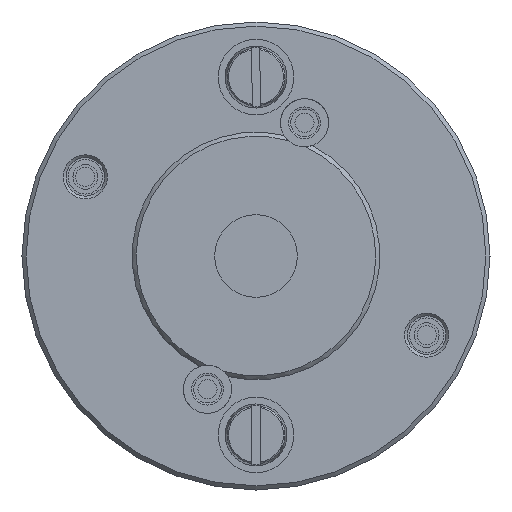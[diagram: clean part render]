
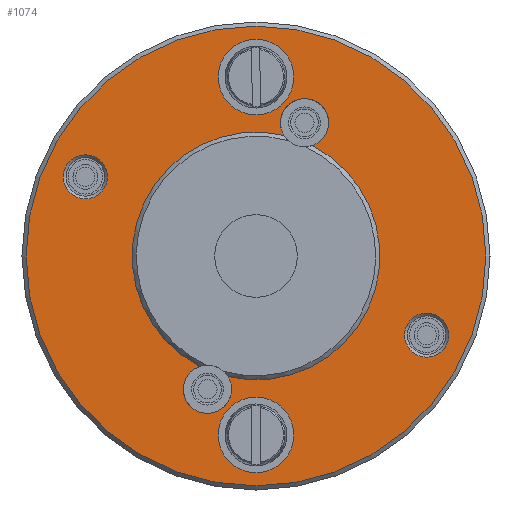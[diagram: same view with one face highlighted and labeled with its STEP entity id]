
A CAD part, left-side view. The second image highlights one B-rep face of the part: STEP entity #1074.
In plain terms, the highlighted planar face has unit normal (-1, 0, 0).
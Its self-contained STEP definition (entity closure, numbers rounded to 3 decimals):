
#25 = DIRECTION ( 'NONE',  ( 0., 0., 1. ) ) ;
#26 = CIRCLE ( 'NONE', #1556, 1.75 ) ;
#88 = DIRECTION ( 'NONE',  ( -1., 0., 0. ) ) ;
#91 = CARTESIAN_POINT ( 'NONE',  ( -142.75, 0., 0. ) ) ;
#270 = EDGE_CURVE ( 'NONE', #1926, #1926, #617, .T. ) ;
#287 = CARTESIAN_POINT ( 'NONE',  ( -142.75, 2.028, -8.768 ) ) ;
#392 = AXIS2_PLACEMENT_3D ( 'NONE', #1885, #1893, #1891 ) ;
#397 = VERTEX_POINT ( 'NONE', #287 ) ;
#483 = CIRCLE ( 'NONE', #1514, 16.7 ) ;
#580 = CARTESIAN_POINT ( 'NONE',  ( -142.75, -4.083, 8.021 ) ) ;
#617 = CIRCLE ( 'NONE', #2206, 1.6 ) ;
#674 = EDGE_CURVE ( 'NONE', #1672, #1672, #483, .T. ) ;
#691 = AXIS2_PLACEMENT_3D ( 'NONE', #1120, #1117, #1116 ) ;
#697 = CIRCLE ( 'NONE', #691, 9. ) ;
#709 = ORIENTED_EDGE ( 'NONE', *, *, #2741, .F. ) ;
#749 = VERTEX_POINT ( 'NONE', #580 ) ;
#768 = EDGE_LOOP ( 'NONE', ( #2822 ) ) ;
#774 = ORIENTED_EDGE ( 'NONE', *, *, #999, .F. ) ;
#865 = DIRECTION ( 'NONE',  ( -1., 0., 0. ) ) ;
#866 = CARTESIAN_POINT ( 'NONE',  ( -142.75, 0., 0. ) ) ;
#869 = DIRECTION ( 'NONE',  ( 0., 0., 1. ) ) ;
#927 = VERTEX_POINT ( 'NONE', #1792 ) ;
#999 = EDGE_CURVE ( 'Defeature ausgef�hrt1_53+Defeature ausgef�hrt1_5+Defeature ausgef�hrt1_4+Defeature ausgef�hrt1_3', #2750, #397, #1550, .T. ) ;
#1074 = ADVANCED_FACE ( 'Defeature ausgef�hrt1_5', ( #1990, #1984, #1995, #1993, #2000, #1999 ), #2012, .T. ) ;
#1105 = ORIENTED_EDGE ( 'NONE', *, *, #1809, .F. ) ;
#1116 = DIRECTION ( 'NONE',  ( 0., 0., 1. ) ) ;
#1117 = DIRECTION ( 'NONE',  ( -1., 0., 0. ) ) ;
#1120 = CARTESIAN_POINT ( 'NONE',  ( -142.75, 0., 0. ) ) ;
#1228 = EDGE_CURVE ( 'Defeature ausgef�hrt1_62+Defeature ausgef�hrt1_5+Defeature ausgef�hrt1_3+Defeature ausgef�hrt1_4', #749, #927, #26, .T. ) ;
#1295 = DIRECTION ( 'NONE',  ( -1., 0., 0. ) ) ;
#1300 = CARTESIAN_POINT ( 'NONE',  ( -142.75, 0., 13. ) ) ;
#1304 = CARTESIAN_POINT ( 'NONE',  ( -142.75, 4.083, -8.021 ) ) ;
#1307 = DIRECTION ( 'NONE',  ( 0., 0., 1. ) ) ;
#1376 = DIRECTION ( 'NONE',  ( 0., 0., 1. ) ) ;
#1377 = EDGE_CURVE ( 'NONE', #2189, #2189, #2362, .T. ) ;
#1385 = DIRECTION ( 'NONE',  ( 1., 0., 0. ) ) ;
#1392 = CARTESIAN_POINT ( 'NONE',  ( -142.75, 12.4, 5.75 ) ) ;
#1430 = EDGE_LOOP ( 'NONE', ( #2239 ) ) ;
#1494 = AXIS2_PLACEMENT_3D ( 'NONE', #91, #88, #25 ) ;
#1506 = VERTEX_POINT ( 'NONE', #1516 ) ;
#1514 = AXIS2_PLACEMENT_3D ( 'NONE', #866, #865, #869 ) ;
#1516 = CARTESIAN_POINT ( 'NONE',  ( -142.75, 0., -15.75 ) ) ;
#1550 = CIRCLE ( 'NONE', #392, 1.75 ) ;
#1556 = AXIS2_PLACEMENT_3D ( 'NONE', #2416, #2435, #2430 ) ;
#1587 = EDGE_CURVE ( 'Defeature ausgef�hrt1_3+Defeature ausgef�hrt1_5+Defeature ausgef�hrt1_53+Defeature ausgef�hrt1_62', #397, #749, #697, .T. ) ;
#1597 = CIRCLE ( 'NONE', #1494, 9. ) ;
#1622 = EDGE_LOOP ( 'NONE', ( #2462, #2452, #2123, #774 ) ) ;
#1672 = VERTEX_POINT ( 'NONE', #1678 ) ;
#1678 = CARTESIAN_POINT ( 'NONE',  ( -142.75, 0., 16.7 ) ) ;
#1742 = EDGE_CURVE ( 'Defeature ausgef�hrt1_4+Defeature ausgef�hrt1_5+Defeature ausgef�hrt1_62+Defeature ausgef�hrt1_53', #927, #2750, #1597, .T. ) ;
#1774 = CIRCLE ( 'NONE', #2091, 2.75 ) ;
#1792 = CARTESIAN_POINT ( 'NONE',  ( -142.75, -2.028, 8.768 ) ) ;
#1793 = EDGE_LOOP ( 'NONE', ( #709 ) ) ;
#1809 = EDGE_CURVE ( 'NONE', #1506, #1506, #2071, .T. ) ;
#1885 = CARTESIAN_POINT ( 'NONE',  ( -142.75, 3.523, -9.679 ) ) ;
#1891 = DIRECTION ( 'NONE',  ( 0., 0., 1. ) ) ;
#1893 = DIRECTION ( 'NONE',  ( -1., 0., 0. ) ) ;
#1915 = CARTESIAN_POINT ( 'NONE',  ( -142.75, -12.4, -4.15 ) ) ;
#1926 = VERTEX_POINT ( 'NONE', #1915 ) ;
#1984 = FACE_BOUND ( 'NONE', #1430, .T. ) ;
#1988 = CARTESIAN_POINT ( 'NONE',  ( -142.75, 12.4, 7.35 ) ) ;
#1990 = FACE_BOUND ( 'NONE', #2223, .T. ) ;
#1993 = FACE_OUTER_BOUND ( 'NONE', #768, .T. ) ;
#1995 = FACE_BOUND ( 'NONE', #1622, .T. ) ;
#1999 = FACE_BOUND ( 'NONE', #1793, .T. ) ;
#2000 = FACE_BOUND ( 'NONE', #2476, .T. ) ;
#2008 = CARTESIAN_POINT ( 'NONE',  ( -142.75, 0., 0. ) ) ;
#2012 = PLANE ( 'NONE',  #2166 ) ;
#2013 = DIRECTION ( 'NONE',  ( 0., 0., 1. ) ) ;
#2017 = DIRECTION ( 'NONE',  ( -1., 0., 0. ) ) ;
#2064 = AXIS2_PLACEMENT_3D ( 'NONE', #2856, #2855, #2848 ) ;
#2071 = CIRCLE ( 'NONE', #2064, 2.75 ) ;
#2091 = AXIS2_PLACEMENT_3D ( 'NONE', #1300, #1295, #1307 ) ;
#2123 = ORIENTED_EDGE ( 'NONE', *, *, #1587, .F. ) ;
#2166 = AXIS2_PLACEMENT_3D ( 'NONE', #2008, #2017, #2013 ) ;
#2189 = VERTEX_POINT ( 'NONE', #1988 ) ;
#2206 = AXIS2_PLACEMENT_3D ( 'NONE', #2544, #2539, #2541 ) ;
#2208 = ORIENTED_EDGE ( 'NONE', *, *, #270, .T. ) ;
#2223 = EDGE_LOOP ( 'NONE', ( #2208 ) ) ;
#2239 = ORIENTED_EDGE ( 'NONE', *, *, #1377, .T. ) ;
#2362 = CIRCLE ( 'NONE', #2365, 1.6 ) ;
#2365 = AXIS2_PLACEMENT_3D ( 'NONE', #1392, #1385, #1376 ) ;
#2416 = CARTESIAN_POINT ( 'NONE',  ( -142.75, -3.523, 9.679 ) ) ;
#2430 = DIRECTION ( 'NONE',  ( 0., 0., 1. ) ) ;
#2435 = DIRECTION ( 'NONE',  ( -1., 0., 0. ) ) ;
#2452 = ORIENTED_EDGE ( 'NONE', *, *, #1228, .F. ) ;
#2462 = ORIENTED_EDGE ( 'NONE', *, *, #1742, .F. ) ;
#2476 = EDGE_LOOP ( 'NONE', ( #1105 ) ) ;
#2539 = DIRECTION ( 'NONE',  ( 1., 0., 0. ) ) ;
#2541 = DIRECTION ( 'NONE',  ( 0., 0., 1. ) ) ;
#2544 = CARTESIAN_POINT ( 'NONE',  ( -142.75, -12.4, -5.75 ) ) ;
#2698 = CARTESIAN_POINT ( 'NONE',  ( -142.75, 0., 15.75 ) ) ;
#2741 = EDGE_CURVE ( 'NONE', #2746, #2746, #1774, .T. ) ;
#2746 = VERTEX_POINT ( 'NONE', #2698 ) ;
#2750 = VERTEX_POINT ( 'NONE', #1304 ) ;
#2822 = ORIENTED_EDGE ( 'NONE', *, *, #674, .T. ) ;
#2848 = DIRECTION ( 'NONE',  ( 0., 0., -1. ) ) ;
#2855 = DIRECTION ( 'NONE',  ( -1., 0., 0. ) ) ;
#2856 = CARTESIAN_POINT ( 'NONE',  ( -142.75, 0., -13. ) ) ;
